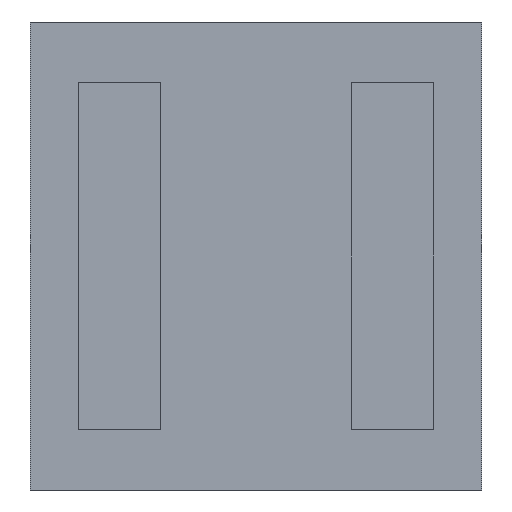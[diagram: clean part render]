
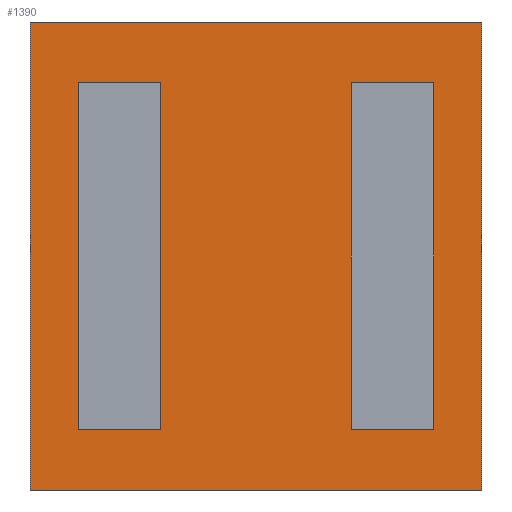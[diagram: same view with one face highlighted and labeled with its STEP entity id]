
A CAD part, front view. The second image highlights one B-rep face of the part: STEP entity #1390.
In plain terms, the highlighted planar face has unit normal (0, -1, 0).
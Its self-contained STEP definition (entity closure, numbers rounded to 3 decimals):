
#15 = VECTOR ( 'NONE', #1576, 1000. ) ;
#58 = DIRECTION ( 'NONE',  ( 0., 0., 1. ) ) ;
#109 = CARTESIAN_POINT ( 'NONE',  ( 2.74, 0., -2.84 ) ) ;
#173 = EDGE_CURVE ( 'NONE', #2678, #2062, #3318, .T. ) ;
#196 = EDGE_CURVE ( 'NONE', #2982, #3309, #3396, .T. ) ;
#341 = CARTESIAN_POINT ( 'NONE',  ( 2.155, 0., 2.1 ) ) ;
#558 = DIRECTION ( 'NONE',  ( -1., 0., 0. ) ) ;
#612 = EDGE_CURVE ( 'NONE', #3309, #3781, #2697, .T. ) ;
#727 = VERTEX_POINT ( 'NONE', #1744 ) ;
#755 = EDGE_LOOP ( 'NONE', ( #1384, #1214, #1993, #2254 ) ) ;
#823 = CARTESIAN_POINT ( 'NONE',  ( 2.74, 0., 2.84 ) ) ;
#848 = DIRECTION ( 'NONE',  ( 1., 0., 0. ) ) ;
#908 = LINE ( 'NONE', #1198, #1140 ) ;
#911 = CARTESIAN_POINT ( 'NONE',  ( -2.155, 0., -2.1 ) ) ;
#937 = ORIENTED_EDGE ( 'NONE', *, *, #3200, .F. ) ;
#1003 = VECTOR ( 'NONE', #1893, 1000. ) ;
#1121 = CARTESIAN_POINT ( 'NONE',  ( -1.155, 0., 2.1 ) ) ;
#1140 = VECTOR ( 'NONE', #3366, 1000. ) ;
#1181 = CARTESIAN_POINT ( 'NONE',  ( -2.155, 0., -2.1 ) ) ;
#1198 = CARTESIAN_POINT ( 'NONE',  ( -1.155, 0., 2.1 ) ) ;
#1214 = ORIENTED_EDGE ( 'NONE', *, *, #612, .F. ) ;
#1221 = EDGE_CURVE ( 'NONE', #2513, #2678, #908, .T. ) ;
#1258 = CARTESIAN_POINT ( 'NONE',  ( 1.155, 0., 2.1 ) ) ;
#1273 = VECTOR ( 'NONE', #3766, 1000. ) ;
#1384 = ORIENTED_EDGE ( 'NONE', *, *, #3821, .F. ) ;
#1390 = ADVANCED_FACE ( 'NONE', ( #1436, #3238, #2336 ), #2073, .F. ) ;
#1426 = ORIENTED_EDGE ( 'NONE', *, *, #1605, .F. ) ;
#1436 = FACE_OUTER_BOUND ( 'NONE', #2081, .T. ) ;
#1525 = CARTESIAN_POINT ( 'NONE',  ( -2.74, 0., -2.84 ) ) ;
#1576 = DIRECTION ( 'NONE',  ( 0., 0., -1. ) ) ;
#1605 = EDGE_CURVE ( 'NONE', #3799, #1633, #2392, .T. ) ;
#1616 = CARTESIAN_POINT ( 'NONE',  ( 2.155, 0., -2.1 ) ) ;
#1633 = VERTEX_POINT ( 'NONE', #1525 ) ;
#1744 = CARTESIAN_POINT ( 'NONE',  ( 2.155, 0., 2.1 ) ) ;
#1777 = AXIS2_PLACEMENT_3D ( 'NONE', #3401, #1841, #3342 ) ;
#1787 = CARTESIAN_POINT ( 'NONE',  ( -2.74, 0., -2.84 ) ) ;
#1841 = DIRECTION ( 'NONE',  ( 0., 1., 0. ) ) ;
#1847 = CARTESIAN_POINT ( 'NONE',  ( -2.74, 0., -2.84 ) ) ;
#1863 = CARTESIAN_POINT ( 'NONE',  ( 2.155, 0., -2.1 ) ) ;
#1873 = DIRECTION ( 'NONE',  ( -1., 0., 0. ) ) ;
#1893 = DIRECTION ( 'NONE',  ( 0., 0., -1. ) ) ;
#1993 = ORIENTED_EDGE ( 'NONE', *, *, #196, .F. ) ;
#2015 = ORIENTED_EDGE ( 'NONE', *, *, #2549, .F. ) ;
#2062 = VERTEX_POINT ( 'NONE', #3460 ) ;
#2073 = PLANE ( 'NONE',  #1777 ) ;
#2081 = EDGE_LOOP ( 'NONE', ( #2235, #937, #2701, #1426 ) ) ;
#2117 = LINE ( 'NONE', #1847, #3527 ) ;
#2150 = VECTOR ( 'NONE', #1873, 1000. ) ;
#2215 = LINE ( 'NONE', #1616, #3530 ) ;
#2235 = ORIENTED_EDGE ( 'NONE', *, *, #3730, .F. ) ;
#2254 = ORIENTED_EDGE ( 'NONE', *, *, #2741, .F. ) ;
#2336 = FACE_BOUND ( 'NONE', #2799, .T. ) ;
#2359 = LINE ( 'NONE', #2644, #3720 ) ;
#2369 = ORIENTED_EDGE ( 'NONE', *, *, #173, .F. ) ;
#2392 = LINE ( 'NONE', #1787, #2922 ) ;
#2453 = DIRECTION ( 'NONE',  ( -1., 0., 0. ) ) ;
#2491 = DIRECTION ( 'NONE',  ( 0., 0., -1. ) ) ;
#2511 = LINE ( 'NONE', #109, #2999 ) ;
#2513 = VERTEX_POINT ( 'NONE', #3667 ) ;
#2514 = CARTESIAN_POINT ( 'NONE',  ( -2.155, 0., 2.1 ) ) ;
#2522 = ORIENTED_EDGE ( 'NONE', *, *, #1221, .F. ) ;
#2549 = EDGE_CURVE ( 'NONE', #2062, #2766, #2749, .T. ) ;
#2644 = CARTESIAN_POINT ( 'NONE',  ( -2.74, 0., 2.84 ) ) ;
#2678 = VERTEX_POINT ( 'NONE', #1121 ) ;
#2684 = LINE ( 'NONE', #341, #2855 ) ;
#2697 = LINE ( 'NONE', #1863, #3767 ) ;
#2699 = DIRECTION ( 'NONE',  ( 0., 0., 1. ) ) ;
#2701 = ORIENTED_EDGE ( 'NONE', *, *, #2735, .F. ) ;
#2735 = EDGE_CURVE ( 'NONE', #1633, #3404, #2117, .T. ) ;
#2741 = EDGE_CURVE ( 'NONE', #727, #2982, #2684, .T. ) ;
#2749 = LINE ( 'NONE', #911, #15 ) ;
#2760 = CARTESIAN_POINT ( 'NONE',  ( -2.155, 0., -2.1 ) ) ;
#2766 = VERTEX_POINT ( 'NONE', #1181 ) ;
#2799 = EDGE_LOOP ( 'NONE', ( #2369, #2522, #3176, #2015 ) ) ;
#2815 = CARTESIAN_POINT ( 'NONE',  ( 1.155, 0., -2.1 ) ) ;
#2821 = CARTESIAN_POINT ( 'NONE',  ( 2.155, 0., -2.1 ) ) ;
#2855 = VECTOR ( 'NONE', #2453, 1000. ) ;
#2922 = VECTOR ( 'NONE', #558, 1000. ) ;
#2982 = VERTEX_POINT ( 'NONE', #3261 ) ;
#2999 = VECTOR ( 'NONE', #2491, 1000. ) ;
#3105 = DIRECTION ( 'NONE',  ( 1., 0., 0. ) ) ;
#3151 = CARTESIAN_POINT ( 'NONE',  ( -2.74, 0., 2.84 ) ) ;
#3153 = VERTEX_POINT ( 'NONE', #823 ) ;
#3157 = CARTESIAN_POINT ( 'NONE',  ( 2.74, 0., -2.84 ) ) ;
#3176 = ORIENTED_EDGE ( 'NONE', *, *, #3307, .F. ) ;
#3200 = EDGE_CURVE ( 'NONE', #3404, #3153, #2359, .T. ) ;
#3238 = FACE_BOUND ( 'NONE', #755, .T. ) ;
#3261 = CARTESIAN_POINT ( 'NONE',  ( 1.155, 0., 2.1 ) ) ;
#3307 = EDGE_CURVE ( 'NONE', #2766, #2513, #3710, .T. ) ;
#3309 = VERTEX_POINT ( 'NONE', #2815 ) ;
#3318 = LINE ( 'NONE', #2514, #2150 ) ;
#3342 = DIRECTION ( 'NONE',  ( 1., 0., 0. ) ) ;
#3366 = DIRECTION ( 'NONE',  ( 0., 0., 1. ) ) ;
#3396 = LINE ( 'NONE', #1258, #1003 ) ;
#3401 = CARTESIAN_POINT ( 'NONE',  ( 0., 0., 0. ) ) ;
#3404 = VERTEX_POINT ( 'NONE', #3151 ) ;
#3460 = CARTESIAN_POINT ( 'NONE',  ( -2.155, 0., 2.1 ) ) ;
#3527 = VECTOR ( 'NONE', #2699, 1000. ) ;
#3530 = VECTOR ( 'NONE', #58, 1000. ) ;
#3667 = CARTESIAN_POINT ( 'NONE',  ( -1.155, 0., -2.1 ) ) ;
#3710 = LINE ( 'NONE', #2760, #1273 ) ;
#3720 = VECTOR ( 'NONE', #848, 1000. ) ;
#3730 = EDGE_CURVE ( 'NONE', #3153, #3799, #2511, .T. ) ;
#3766 = DIRECTION ( 'NONE',  ( 1., 0., 0. ) ) ;
#3767 = VECTOR ( 'NONE', #3105, 1000. ) ;
#3781 = VERTEX_POINT ( 'NONE', #2821 ) ;
#3799 = VERTEX_POINT ( 'NONE', #3157 ) ;
#3821 = EDGE_CURVE ( 'NONE', #3781, #727, #2215, .T. ) ;
